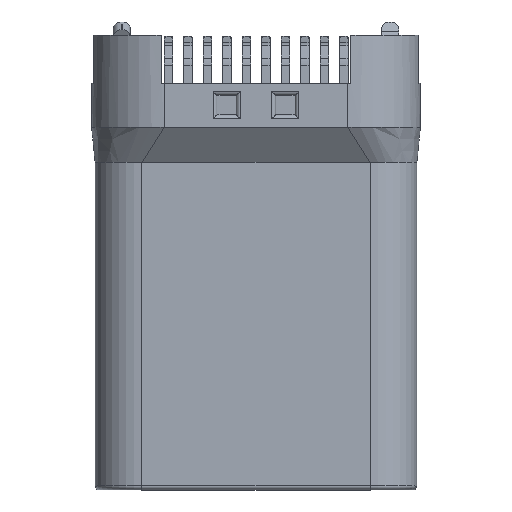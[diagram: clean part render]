
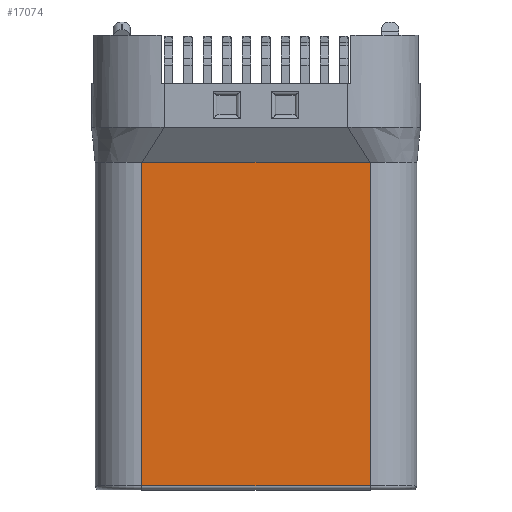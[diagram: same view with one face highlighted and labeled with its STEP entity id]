
A CAD part, top view. The second image highlights one B-rep face of the part: STEP entity #17074.
In plain terms, the highlighted face is planar.
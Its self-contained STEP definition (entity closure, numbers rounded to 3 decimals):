
#998=FACE_OUTER_BOUND('',#1874,.T.);
#1874=EDGE_LOOP('',(#11300,#11301,#11302,#11303));
#2914=LINE('',#24359,#4970);
#2915=LINE('',#24361,#4971);
#2916=LINE('',#24363,#4972);
#2917=LINE('',#24364,#4973);
#4970=VECTOR('',#19530,1000.);
#4971=VECTOR('',#19531,1000.);
#4972=VECTOR('',#19532,1000.);
#4973=VECTOR('',#19533,1000.);
#7034=VERTEX_POINT('',#24357);
#7035=VERTEX_POINT('',#24358);
#7036=VERTEX_POINT('',#24360);
#7037=VERTEX_POINT('',#24362);
#8724=EDGE_CURVE('',#7034,#7035,#2914,.T.);
#8725=EDGE_CURVE('',#7034,#7036,#2915,.T.);
#8726=EDGE_CURVE('',#7036,#7037,#2916,.T.);
#8727=EDGE_CURVE('',#7035,#7037,#2917,.F.);
#11300=ORIENTED_EDGE('',*,*,#8724,.F.);
#11301=ORIENTED_EDGE('',*,*,#8725,.T.);
#11302=ORIENTED_EDGE('',*,*,#8726,.T.);
#11303=ORIENTED_EDGE('',*,*,#8727,.F.);
#16316=PLANE('',#18053);
#17074=ADVANCED_FACE('',(#998),#16316,.T.);
#18053=AXIS2_PLACEMENT_3D('',#24356,#19528,#19529);
#19528=DIRECTION('center_axis',(0.,1.,0.));
#19529=DIRECTION('ref_axis',(-1.,0.,0.));
#19530=DIRECTION('',(0.,0.,-1.));
#19531=DIRECTION('',(1.,0.,0.));
#19532=DIRECTION('',(0.,0.,-1.));
#19533=DIRECTION('',(-1.,0.,0.));
#24356=CARTESIAN_POINT('Origin',(0.,1.2,0.));
#24357=CARTESIAN_POINT('',(-2.925,1.2,-0.1));
#24358=CARTESIAN_POINT('',(-2.925,1.2,-8.4));
#24359=CARTESIAN_POINT('',(-2.925,1.2,0.));
#24360=CARTESIAN_POINT('',(2.925,1.2,-0.1));
#24361=CARTESIAN_POINT('',(2.925,1.2,-0.1));
#24362=CARTESIAN_POINT('',(2.925,1.2,-8.4));
#24363=CARTESIAN_POINT('',(2.925,1.2,0.));
#24364=CARTESIAN_POINT('',(-2.925,1.2,-8.4));
